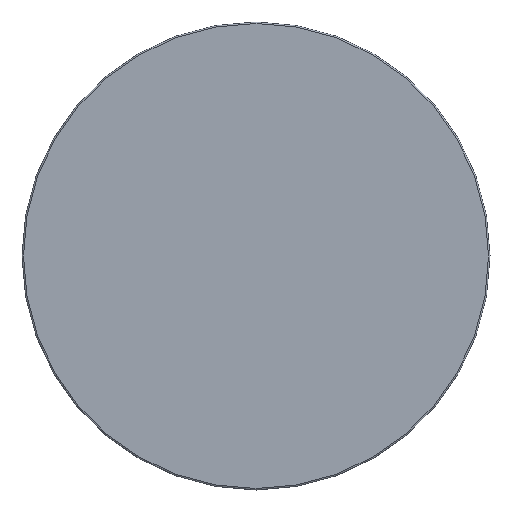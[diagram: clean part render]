
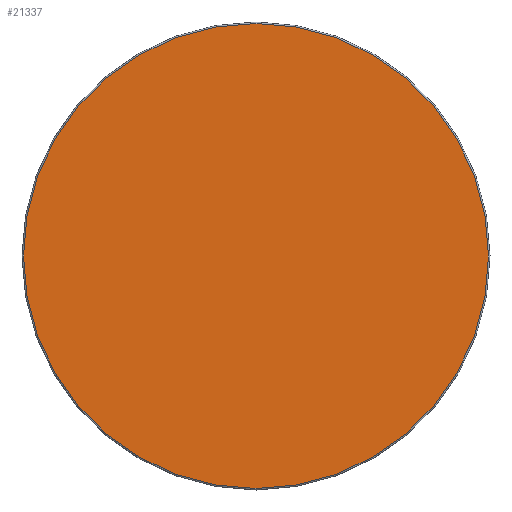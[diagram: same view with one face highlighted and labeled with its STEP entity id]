
A CAD part, left-side view. The second image highlights one B-rep face of the part: STEP entity #21337.
In plain terms, the highlighted planar face has unit normal (-1, 0, 0).
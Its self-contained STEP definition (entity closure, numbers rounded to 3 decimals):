
#10510=ORIENTED_EDGE('',*,*,#13789,.T.);
#13789=EDGE_CURVE('',#15839,#15839,#16911,.F.);
#15839=VERTEX_POINT('',#43995);
#16911=CIRCLE('',#23593,78.482);
#18275=EDGE_LOOP('',(#10510));
#19664=FACE_BOUND('',#18275,.T.);
#20042=PLANE('',#23592);
#21337=ADVANCED_FACE('',(#19664),#20042,.F.);
#23592=AXIS2_PLACEMENT_3D('',#43993,#28749,#28750);
#23593=AXIS2_PLACEMENT_3D('',#43994,#28751,#28752);
#28749=DIRECTION('',(1.,0.,0.));
#28750=DIRECTION('',(0.,1.,0.));
#28751=DIRECTION('',(1.,0.,0.));
#28752=DIRECTION('',(0.,1.,0.));
#43993=CARTESIAN_POINT('',(74.75,0.,0.));
#43994=CARTESIAN_POINT('',(74.75,0.,0.));
#43995=CARTESIAN_POINT('',(74.75,78.482,0.));
